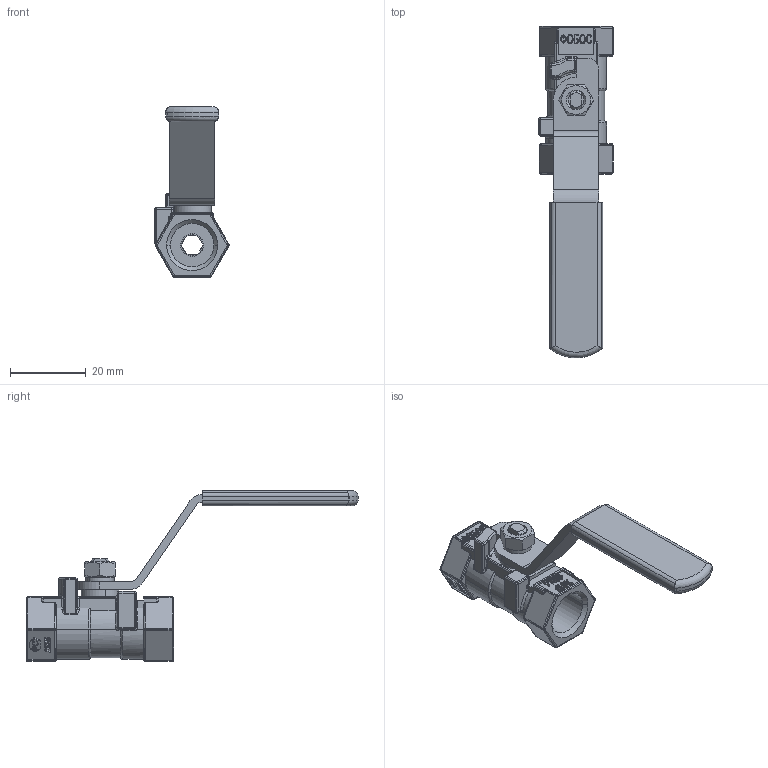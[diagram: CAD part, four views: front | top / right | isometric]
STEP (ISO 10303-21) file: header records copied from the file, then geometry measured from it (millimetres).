
FILE_DESCRIPTION((''),'2;1');
FILE_NAME('ÔÁ39 330 006 700.stp','2012-02-16T08:38:03',('Ãîíòàðåâ ÏÃ'),(''),'Autodesk Inventor 9','Autodesk Inventor 9','');
FILE_SCHEMA(('AUTOMOTIVE_DESIGN { 1 0 10303 214 1 1 1 1 }'));
Length unit declared in the file: millimetre
Products named in the file (1): 埡39 330 006 700
Bounding box: 19.55 x 87.5 x 45 mm (x, y, z)
Volume: 9695.6 mm3; surface area: 7658.8 mm2
Topology: 1 solids, 3 shells, 740 faces, 1944 edges, 1199 vertices
Faces by surface type: plane 274, cylinder 235, bspline 150, sphere 46, cone 22, torus 13
Entity records: 24832 total; most frequent: CARTESIAN_POINT 7504, ORIENTED_EDGE 3798, DIRECTION 3332, EDGE_CURVE 1899, VERTEX_POINT 1198, AXIS2_PLACEMENT_3D 1165, VECTOR 1002, LINE 1002
